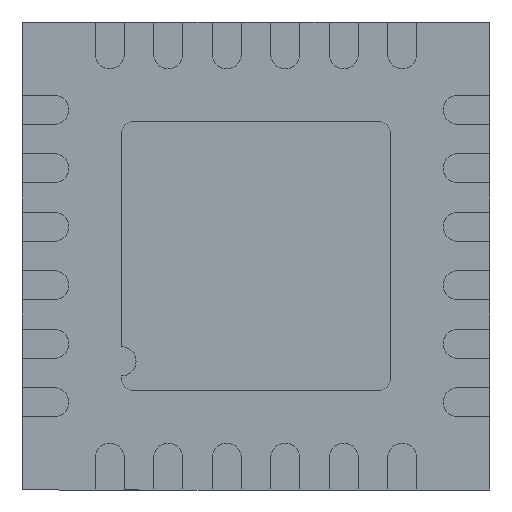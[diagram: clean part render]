
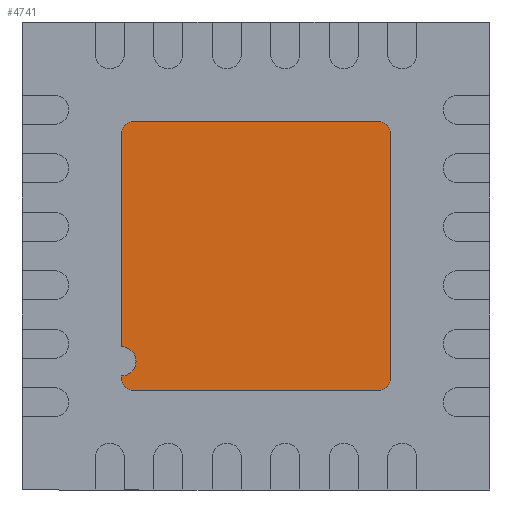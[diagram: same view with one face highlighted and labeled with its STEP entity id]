
A CAD part, front view. The second image highlights one B-rep face of the part: STEP entity #4741.
In plain terms, the highlighted planar face has unit normal (0, -1, 0).
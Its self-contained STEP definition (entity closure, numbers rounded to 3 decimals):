
#78 = ORIENTED_EDGE ( 'NONE', *, *, #883, .T. ) ;
#85 = CARTESIAN_POINT ( 'NONE',  ( -1.05, 0., -1.15 ) ) ;
#272 = CARTESIAN_POINT ( 'NONE',  ( 1.15, 0., -1.15 ) ) ;
#320 = CARTESIAN_POINT ( 'NONE',  ( -1.15, 0., -0.775 ) ) ;
#662 = DIRECTION ( 'NONE',  ( 0., 0., -1. ) ) ;
#722 = CARTESIAN_POINT ( 'NONE',  ( -1.05, 0., 1.15 ) ) ;
#883 = EDGE_CURVE ( 'NONE', #897, #7492, #1519, .T. ) ;
#897 = VERTEX_POINT ( 'NONE', #2066 ) ;
#913 = CARTESIAN_POINT ( 'NONE',  ( 1.15, 0., 1.05 ) ) ;
#937 = VERTEX_POINT ( 'NONE', #3431 ) ;
#1026 = VERTEX_POINT ( 'NONE', #320 ) ;
#1123 = VECTOR ( 'NONE', #5736, 1000. ) ;
#1203 = DIRECTION ( 'NONE',  ( 0., 0., -1. ) ) ;
#1505 = DIRECTION ( 'NONE',  ( 0., 0., -1. ) ) ;
#1519 = LINE ( 'NONE', #4840, #6912 ) ;
#1618 = VERTEX_POINT ( 'NONE', #85 ) ;
#1713 = CARTESIAN_POINT ( 'NONE',  ( -1.05, 0., 1.05 ) ) ;
#1963 = EDGE_CURVE ( 'NONE', #7976, #937, #5365, .T. ) ;
#1983 = VERTEX_POINT ( 'NONE', #3833 ) ;
#2013 = DIRECTION ( 'NONE',  ( 0., -1., 0. ) ) ;
#2066 = CARTESIAN_POINT ( 'NONE',  ( 1.15, 0., -1.05 ) ) ;
#2320 = EDGE_CURVE ( 'NONE', #1618, #3476, #3147, .T. ) ;
#2412 = ORIENTED_EDGE ( 'NONE', *, *, #7040, .T. ) ;
#2483 = ORIENTED_EDGE ( 'NONE', *, *, #2320, .T. ) ;
#2527 = EDGE_CURVE ( 'NONE', #3355, #1618, #6078, .T. ) ;
#2664 = CARTESIAN_POINT ( 'NONE',  ( 1.05, 0., 1.05 ) ) ;
#2694 = AXIS2_PLACEMENT_3D ( 'NONE', #2664, #7193, #662 ) ;
#2759 = DIRECTION ( 'NONE',  ( 0., 0., -1. ) ) ;
#2841 = LINE ( 'NONE', #6262, #7334 ) ;
#2858 = DIRECTION ( 'NONE',  ( 0., 0., 1. ) ) ;
#2927 = DIRECTION ( 'NONE',  ( 0., -1., 0. ) ) ;
#3147 = LINE ( 'NONE', #272, #1123 ) ;
#3323 = EDGE_CURVE ( 'NONE', #7243, #1026, #6620, .T. ) ;
#3355 = VERTEX_POINT ( 'NONE', #3989 ) ;
#3431 = CARTESIAN_POINT ( 'NONE',  ( -1.15, 0., 1.05 ) ) ;
#3476 = VERTEX_POINT ( 'NONE', #4784 ) ;
#3652 = DIRECTION ( 'NONE',  ( 0., 0., -1. ) ) ;
#3670 = EDGE_CURVE ( 'NONE', #7492, #1983, #8749, .T. ) ;
#3709 = CARTESIAN_POINT ( 'NONE',  ( -1.15, 0., -1.025 ) ) ;
#3833 = CARTESIAN_POINT ( 'NONE',  ( 1.05, 0., 1.15 ) ) ;
#3923 = DIRECTION ( 'NONE',  ( 0., 0., -1. ) ) ;
#3967 = LINE ( 'NONE', #6473, #4603 ) ;
#3989 = CARTESIAN_POINT ( 'NONE',  ( -1.15, 0., -1.05 ) ) ;
#4085 = VECTOR ( 'NONE', #8684, 1000. ) ;
#4132 = EDGE_CURVE ( 'NONE', #937, #1026, #3967, .T. ) ;
#4195 = CARTESIAN_POINT ( 'NONE',  ( 1.05, 0., -1.05 ) ) ;
#4369 = AXIS2_PLACEMENT_3D ( 'NONE', #1713, #6999, #3652 ) ;
#4382 = ORIENTED_EDGE ( 'NONE', *, *, #7544, .T. ) ;
#4600 = AXIS2_PLACEMENT_3D ( 'NONE', #7379, #2013, #2759 ) ;
#4603 = VECTOR ( 'NONE', #3923, 1000. ) ;
#4741 = ADVANCED_FACE ( 'NONE', ( #7418 ), #8706, .T. ) ;
#4784 = CARTESIAN_POINT ( 'NONE',  ( 1.05, 0., -1.15 ) ) ;
#4826 = DIRECTION ( 'NONE',  ( 0., 0., -1. ) ) ;
#4837 = ORIENTED_EDGE ( 'NONE', *, *, #3670, .T. ) ;
#4840 = CARTESIAN_POINT ( 'NONE',  ( 1.15, 0., -1.15 ) ) ;
#5347 = DIRECTION ( 'NONE',  ( 0., 0., -1. ) ) ;
#5365 = CIRCLE ( 'NONE', #4369, 0.1 ) ;
#5396 = CARTESIAN_POINT ( 'NONE',  ( -1.05, 0., -1.05 ) ) ;
#5736 = DIRECTION ( 'NONE',  ( 1., 0., 0. ) ) ;
#5812 = LINE ( 'NONE', #8510, #4085 ) ;
#6078 = CIRCLE ( 'NONE', #7471, 0.1 ) ;
#6197 = AXIS2_PLACEMENT_3D ( 'NONE', #6717, #7964, #1203 ) ;
#6262 = CARTESIAN_POINT ( 'NONE',  ( -1.15, 0., -1.15 ) ) ;
#6409 = EDGE_LOOP ( 'NONE', ( #8406, #6557, #7603, #2483, #2412, #78, #4837, #4382, #7584, #8588 ) ) ;
#6473 = CARTESIAN_POINT ( 'NONE',  ( -1.15, 0., -1.15 ) ) ;
#6557 = ORIENTED_EDGE ( 'NONE', *, *, #6988, .T. ) ;
#6620 = CIRCLE ( 'NONE', #6197, 0.125 ) ;
#6717 = CARTESIAN_POINT ( 'NONE',  ( -1.15, 0., -0.9 ) ) ;
#6912 = VECTOR ( 'NONE', #2858, 1000. ) ;
#6988 = EDGE_CURVE ( 'NONE', #7243, #3355, #2841, .T. ) ;
#6999 = DIRECTION ( 'NONE',  ( 0., -1., 0. ) ) ;
#7040 = EDGE_CURVE ( 'NONE', #3476, #897, #7762, .T. ) ;
#7193 = DIRECTION ( 'NONE',  ( 0., -1., 0. ) ) ;
#7243 = VERTEX_POINT ( 'NONE', #3709 ) ;
#7334 = VECTOR ( 'NONE', #4826, 1000. ) ;
#7379 = CARTESIAN_POINT ( 'NONE',  ( 0., 0., 0. ) ) ;
#7418 = FACE_OUTER_BOUND ( 'NONE', #6409, .T. ) ;
#7471 = AXIS2_PLACEMENT_3D ( 'NONE', #5396, #8702, #5347 ) ;
#7492 = VERTEX_POINT ( 'NONE', #913 ) ;
#7544 = EDGE_CURVE ( 'NONE', #1983, #7976, #5812, .T. ) ;
#7584 = ORIENTED_EDGE ( 'NONE', *, *, #1963, .T. ) ;
#7603 = ORIENTED_EDGE ( 'NONE', *, *, #2527, .T. ) ;
#7762 = CIRCLE ( 'NONE', #8460, 0.1 ) ;
#7964 = DIRECTION ( 'NONE',  ( 0., -1., 0. ) ) ;
#7976 = VERTEX_POINT ( 'NONE', #722 ) ;
#8406 = ORIENTED_EDGE ( 'NONE', *, *, #3323, .F. ) ;
#8460 = AXIS2_PLACEMENT_3D ( 'NONE', #4195, #2927, #1505 ) ;
#8510 = CARTESIAN_POINT ( 'NONE',  ( 1.15, 0., 1.15 ) ) ;
#8588 = ORIENTED_EDGE ( 'NONE', *, *, #4132, .T. ) ;
#8684 = DIRECTION ( 'NONE',  ( -1., 0., 0. ) ) ;
#8702 = DIRECTION ( 'NONE',  ( 0., -1., 0. ) ) ;
#8706 = PLANE ( 'NONE',  #4600 ) ;
#8749 = CIRCLE ( 'NONE', #2694, 0.1 ) ;
